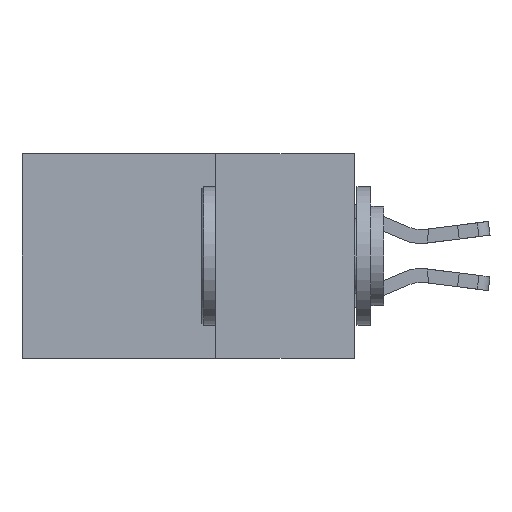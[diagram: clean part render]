
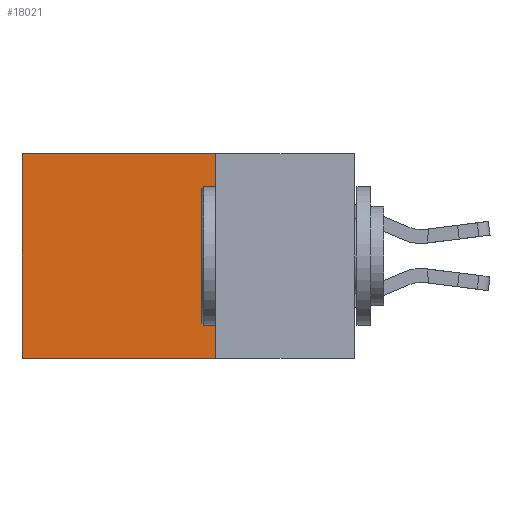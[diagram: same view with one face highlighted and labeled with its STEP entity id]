
A CAD part, left-side view. The second image highlights one B-rep face of the part: STEP entity #18021.
In plain terms, the highlighted planar face has unit normal (-1, 0, 0).
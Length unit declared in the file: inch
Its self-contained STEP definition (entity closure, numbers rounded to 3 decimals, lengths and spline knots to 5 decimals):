
#130 = CARTESIAN_POINT ( 'NONE',  ( 0.298, 0.25, 0. ) ) ;
#253 = DIRECTION ( 'NONE',  ( 0., 1., 0. ) ) ;
#811 = CARTESIAN_POINT ( 'NONE',  ( 0.298, 0.25, 0. ) ) ;
#1081 = VERTEX_POINT ( 'NONE', #4849 ) ;
#1409 = VECTOR ( 'NONE', #12499, 39.37008 ) ;
#2157 = DIRECTION ( 'NONE',  ( 1., 0., 0. ) ) ;
#2221 = CARTESIAN_POINT ( 'NONE',  ( 0.298, 0.6, 0. ) ) ;
#2701 = ORIENTED_EDGE ( 'NONE', *, *, #18908, .F. ) ;
#3849 = VECTOR ( 'NONE', #14164, 39.37008 ) ;
#4438 = EDGE_CURVE ( 'NONE', #18410, #9160, #15402, .T. ) ;
#4841 = AXIS2_PLACEMENT_3D ( 'NONE', #811, #2157, #18500 ) ;
#4849 = CARTESIAN_POINT ( 'NONE',  ( 0.298, 0.25, -0.37 ) ) ;
#4902 = VECTOR ( 'NONE', #253, 39.37008 ) ;
#5013 = CARTESIAN_POINT ( 'NONE',  ( 0.298, 0.25, -0.37 ) ) ;
#5037 = VERTEX_POINT ( 'NONE', #15493 ) ;
#5127 = PLANE ( 'NONE',  #4841 ) ;
#6439 = EDGE_CURVE ( 'NONE', #9160, #5037, #14618, .T. ) ;
#6543 = LINE ( 'NONE', #5013, #1409 ) ;
#6854 = CARTESIAN_POINT ( 'NONE',  ( 0.298, 0.6, 0. ) ) ;
#8356 = LINE ( 'NONE', #13084, #12188 ) ;
#9160 = VERTEX_POINT ( 'NONE', #6854 ) ;
#12188 = VECTOR ( 'NONE', #13221, 39.37008 ) ;
#12499 = DIRECTION ( 'NONE',  ( 0., 1., 0. ) ) ;
#13084 = CARTESIAN_POINT ( 'NONE',  ( 0.298, 0.25, 0. ) ) ;
#13221 = DIRECTION ( 'NONE',  ( 0., 0., -1. ) ) ;
#14164 = DIRECTION ( 'NONE',  ( 0., 0., -1. ) ) ;
#14509 = EDGE_LOOP ( 'NONE', ( #17115, #19206, #2701, #18954 ) ) ;
#14618 = LINE ( 'NONE', #2221, #3849 ) ;
#15402 = LINE ( 'NONE', #19314, #4902 ) ;
#15493 = CARTESIAN_POINT ( 'NONE',  ( 0.298, 0.6, -0.37 ) ) ;
#17115 = ORIENTED_EDGE ( 'NONE', *, *, #6439, .T. ) ;
#17599 = EDGE_CURVE ( 'NONE', #1081, #5037, #6543, .T. ) ;
#17745 = FACE_OUTER_BOUND ( 'NONE', #14509, .T. ) ;
#18021 = ADVANCED_FACE ( 'NONE', ( #17745 ), #5127, .F. ) ;
#18410 = VERTEX_POINT ( 'NONE', #130 ) ;
#18500 = DIRECTION ( 'NONE',  ( 0., 0., -1. ) ) ;
#18908 = EDGE_CURVE ( 'NONE', #18410, #1081, #8356, .T. ) ;
#18954 = ORIENTED_EDGE ( 'NONE', *, *, #4438, .T. ) ;
#19206 = ORIENTED_EDGE ( 'NONE', *, *, #17599, .F. ) ;
#19314 = CARTESIAN_POINT ( 'NONE',  ( 0.298, 0.25, 0. ) ) ;
